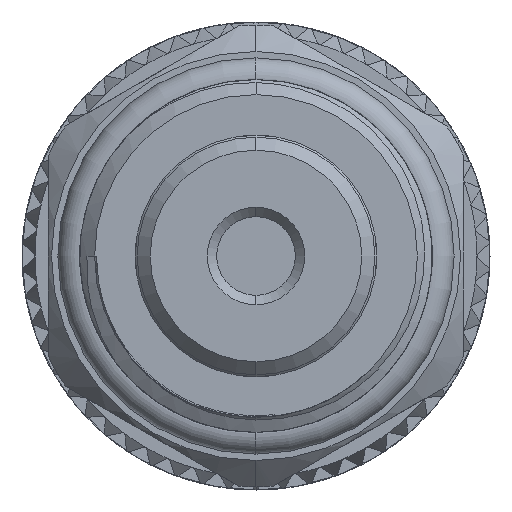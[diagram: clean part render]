
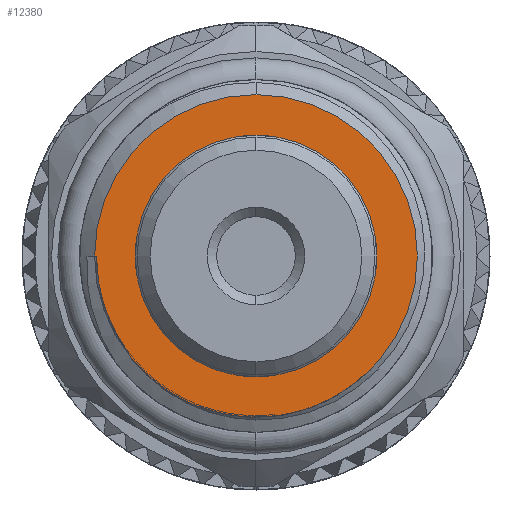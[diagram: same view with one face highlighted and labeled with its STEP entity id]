
A CAD part, left-side view. The second image highlights one B-rep face of the part: STEP entity #12380.
In plain terms, the highlighted planar face has unit normal (-1, 0, 0).
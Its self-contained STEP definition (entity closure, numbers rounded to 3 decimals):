
#339 = AXIS2_PLACEMENT_3D ( 'NONE', #12522, #17617, #14676 ) ;
#529 = CARTESIAN_POINT ( 'NONE',  ( 0., 8.52, -0.488 ) ) ;
#1479 = CIRCLE ( 'NONE', #17991, 6.45 ) ;
#2274 = CARTESIAN_POINT ( 'NONE',  ( 0., 0., 0. ) ) ;
#2284 = DIRECTION ( 'NONE',  ( -1., 0., 0. ) ) ;
#2322 = EDGE_CURVE ( 'NONE', #25411, #24107, #6921, .T. ) ;
#2934 = CARTESIAN_POINT ( 'NONE',  ( 0., 8.62, 0. ) ) ;
#3175 = B_SPLINE_CURVE_WITH_KNOTS ( 'NONE', 3,
 ( #33545, #30568, #28290, #25442, #11666, #14280, #12016, #17106, #529, #25074 ),
 .UNSPECIFIED., .F., .F.,
 ( 4, 2, 2, 2, 4 ),
 ( 0., 0.001, 0.003, 0.004, 0.006 ),
 .UNSPECIFIED. ) ;
#4131 = CARTESIAN_POINT ( 'NONE',  ( 0., 0., 8.62 ) ) ;
#4402 = CIRCLE ( 'NONE', #6460, 8.62 ) ;
#4808 = EDGE_LOOP ( 'NONE', ( #17372, #33688 ) ) ;
#5141 = DIRECTION ( 'NONE',  ( 0., 0., 1. ) ) ;
#6148 = CARTESIAN_POINT ( 'NONE',  ( 0., 0., 0. ) ) ;
#6234 = CIRCLE ( 'NONE', #11144, 8.62 ) ;
#6460 = AXIS2_PLACEMENT_3D ( 'NONE', #6148, #27950, #11675 ) ;
#6719 = VERTEX_POINT ( 'NONE', #8313 ) ;
#6921 = LINE ( 'NONE', #33154, #35054 ) ;
#7154 = EDGE_LOOP ( 'NONE', ( #16194, #24797, #7554, #19744, #31328 ) ) ;
#7462 = CARTESIAN_POINT ( 'NONE',  ( 0., 0., 0. ) ) ;
#7554 = ORIENTED_EDGE ( 'NONE', *, *, #13064, .T. ) ;
#7811 = DIRECTION ( 'NONE',  ( 0., 0., 1. ) ) ;
#8313 = CARTESIAN_POINT ( 'NONE',  ( 0., 0., -6.45 ) ) ;
#11144 = AXIS2_PLACEMENT_3D ( 'NONE', #29465, #29116, #7811 ) ;
#11666 = CARTESIAN_POINT ( 'NONE',  ( 0., 7.89, -3.321 ) ) ;
#11675 = DIRECTION ( 'NONE',  ( 0., 0., 1. ) ) ;
#11750 = DIRECTION ( 'NONE',  ( 0., 1., 0. ) ) ;
#12016 = CARTESIAN_POINT ( 'NONE',  ( 0., 8.322, -1.925 ) ) ;
#12380 = ADVANCED_FACE ( 'NONE', ( #34006, #32705 ), #34168, .F. ) ;
#12429 = CARTESIAN_POINT ( 'NONE',  ( 0., 8.52, 0. ) ) ;
#12522 = CARTESIAN_POINT ( 'NONE',  ( 0., 0., 0. ) ) ;
#13064 = EDGE_CURVE ( 'NONE', #25084, #16130, #6234, .T. ) ;
#14280 = CARTESIAN_POINT ( 'NONE',  ( 0., 8.202, -2.4 ) ) ;
#14676 = DIRECTION ( 'NONE',  ( 0., 0., -1. ) ) ;
#15166 = EDGE_CURVE ( 'NONE', #6719, #18515, #1479, .T. ) ;
#16130 = VERTEX_POINT ( 'NONE', #34307 ) ;
#16194 = ORIENTED_EDGE ( 'NONE', *, *, #2322, .F. ) ;
#17106 = CARTESIAN_POINT ( 'NONE',  ( 0., 8.48, -0.97 ) ) ;
#17372 = ORIENTED_EDGE ( 'NONE', *, *, #15166, .F. ) ;
#17617 = DIRECTION ( 'NONE',  ( 1., 0., 0. ) ) ;
#17991 = AXIS2_PLACEMENT_3D ( 'NONE', #7462, #2284, #18514 ) ;
#18514 = DIRECTION ( 'NONE',  ( 0., 0., -1. ) ) ;
#18515 = VERTEX_POINT ( 'NONE', #33887 ) ;
#19744 = ORIENTED_EDGE ( 'NONE', *, *, #27115, .T. ) ;
#21469 = DIRECTION ( 'NONE',  ( -1., 0., 0. ) ) ;
#21774 = DIRECTION ( 'NONE',  ( 0., 0., -1. ) ) ;
#21871 = EDGE_CURVE ( 'NONE', #25084, #25411, #3175, .T. ) ;
#24107 = VERTEX_POINT ( 'NONE', #2934 ) ;
#24191 = EDGE_CURVE ( 'NONE', #18515, #6719, #33282, .T. ) ;
#24797 = ORIENTED_EDGE ( 'NONE', *, *, #21871, .F. ) ;
#25074 = CARTESIAN_POINT ( 'NONE',  ( 0., 8.52, 0. ) ) ;
#25084 = VERTEX_POINT ( 'NONE', #32071 ) ;
#25411 = VERTEX_POINT ( 'NONE', #12429 ) ;
#25442 = CARTESIAN_POINT ( 'NONE',  ( 0., 7.696, -3.77 ) ) ;
#25466 = CIRCLE ( 'NONE', #29005, 8.62 ) ;
#27115 = EDGE_CURVE ( 'NONE', #16130, #27842, #25466, .T. ) ;
#27842 = VERTEX_POINT ( 'NONE', #4131 ) ;
#27950 = DIRECTION ( 'NONE',  ( -1., 0., 0. ) ) ;
#28290 = CARTESIAN_POINT ( 'NONE',  ( 0., 7.241, -4.629 ) ) ;
#29005 = AXIS2_PLACEMENT_3D ( 'NONE', #2274, #21469, #5141 ) ;
#29116 = DIRECTION ( 'NONE',  ( -1., 0., 0. ) ) ;
#29170 = AXIS2_PLACEMENT_3D ( 'NONE', #32627, #35391, #21774 ) ;
#29465 = CARTESIAN_POINT ( 'NONE',  ( 0., 0., 0. ) ) ;
#30113 = EDGE_CURVE ( 'NONE', #27842, #24107, #4402, .T. ) ;
#30568 = CARTESIAN_POINT ( 'NONE',  ( 0., 6.98, -5.041 ) ) ;
#31328 = ORIENTED_EDGE ( 'NONE', *, *, #30113, .T. ) ;
#32071 = CARTESIAN_POINT ( 'NONE',  ( 0., 6.691, -5.434 ) ) ;
#32627 = CARTESIAN_POINT ( 'NONE',  ( 0., 0., 0. ) ) ;
#32705 = FACE_OUTER_BOUND ( 'NONE', #7154, .T. ) ;
#33154 = CARTESIAN_POINT ( 'NONE',  ( 0., 0., 0. ) ) ;
#33282 = CIRCLE ( 'NONE', #29170, 6.45 ) ;
#33545 = CARTESIAN_POINT ( 'NONE',  ( 0., 6.691, -5.434 ) ) ;
#33688 = ORIENTED_EDGE ( 'NONE', *, *, #24191, .F. ) ;
#33887 = CARTESIAN_POINT ( 'NONE',  ( 0., 0., 6.45 ) ) ;
#34006 = FACE_BOUND ( 'NONE', #4808, .T. ) ;
#34168 = PLANE ( 'NONE',  #339 ) ;
#34307 = CARTESIAN_POINT ( 'NONE',  ( 0., 0., -8.62 ) ) ;
#35054 = VECTOR ( 'NONE', #11750, 1000. ) ;
#35391 = DIRECTION ( 'NONE',  ( -1., 0., 0. ) ) ;
